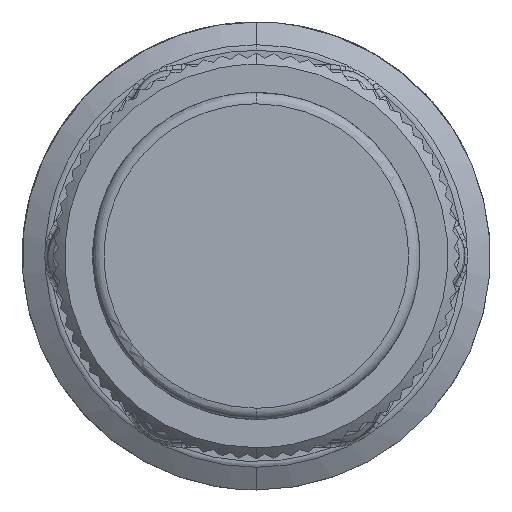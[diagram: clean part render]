
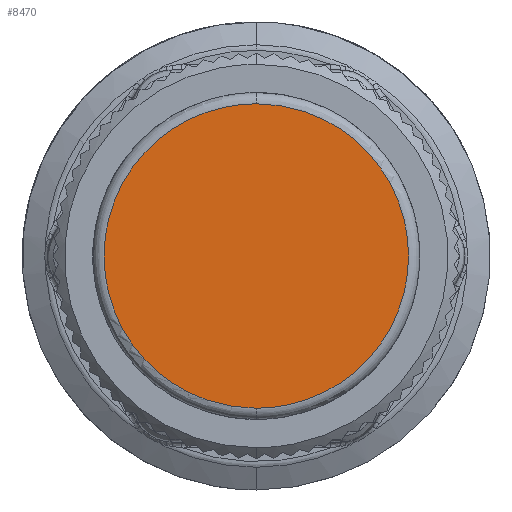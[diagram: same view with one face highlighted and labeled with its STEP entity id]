
A CAD part, front view. The second image highlights one B-rep face of the part: STEP entity #8470.
In plain terms, the highlighted planar face has unit normal (0, -1, 0).
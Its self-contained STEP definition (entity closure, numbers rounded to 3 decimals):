
#186 = CARTESIAN_POINT ( 'NONE',  ( -8.296, -114.483, -10.796 ) ) ;
#597 = CARTESIAN_POINT ( 'NONE',  ( 3.534, -114.483, -13.149 ) ) ;
#1226 = AXIS2_PLACEMENT_3D ( 'NONE', #22859, #28428, #16435 ) ;
#2100 = VERTEX_POINT ( 'NONE', #4935 ) ;
#2184 = CARTESIAN_POINT ( 'NONE',  ( 6.799, -114.483, 11.796 ) ) ;
#3005 = CARTESIAN_POINT ( 'NONE',  ( 13.149, -114.483, 3.534 ) ) ;
#3101 = CARTESIAN_POINT ( 'NONE',  ( 6.799, -114.483, -11.796 ) ) ;
#4935 = CARTESIAN_POINT ( 'NONE',  ( 0., -114.483, 13.5 ) ) ;
#5476 = CARTESIAN_POINT ( 'NONE',  ( 8.296, -114.483, -10.796 ) ) ;
#7485 = CARTESIAN_POINT ( 'NONE',  ( -13.149, -114.483, -3.534 ) ) ;
#8470 = ADVANCED_FACE ( 'NONE', ( #28214 ), #23185, .T. ) ;
#9706 = CARTESIAN_POINT ( 'NONE',  ( -11.796, -114.483, -6.799 ) ) ;
#9824 = CARTESIAN_POINT ( 'NONE',  ( 10.796, -114.483, 8.296 ) ) ;
#9906 = CARTESIAN_POINT ( 'NONE',  ( -3.534, -114.483, 13.149 ) ) ;
#10199 = EDGE_CURVE ( 'NONE', #27462, #2100, #21535, .T. ) ;
#11057 = CARTESIAN_POINT ( 'NONE',  ( 0., -114.483, -13.5 ) ) ;
#11573 = CARTESIAN_POINT ( 'NONE',  ( 0., -114.483, 13.5 ) ) ;
#12094 = CARTESIAN_POINT ( 'NONE',  ( -1.767, -114.483, 13.5 ) ) ;
#12300 = CARTESIAN_POINT ( 'NONE',  ( -6.799, -114.483, 11.796 ) ) ;
#12720 = CARTESIAN_POINT ( 'NONE',  ( 13.149, -114.483, -3.534 ) ) ;
#13843 = ORIENTED_EDGE ( 'NONE', *, *, #10199, .F. ) ;
#14288 = CARTESIAN_POINT ( 'NONE',  ( -3.534, -114.483, -13.149 ) ) ;
#14382 = CARTESIAN_POINT ( 'NONE',  ( -8.296, -114.483, 10.796 ) ) ;
#16019 = EDGE_LOOP ( 'NONE', ( #23876, #13843 ) ) ;
#16435 = DIRECTION ( 'NONE',  ( 0., 0., -1. ) ) ;
#16463 = B_SPLINE_CURVE_WITH_KNOTS ( 'NONE', 3,
 ( #11573, #30719, #16481, #2184, #24071, #9824, #26498, #3005, #22164, #29381, #12720, #17294, #17494, #5476, #3101, #597, #29279, #26889 ),
 .UNSPECIFIED., .F., .F.,
 ( 4, 2, 2, 2, 2, 2, 2, 2, 4 ),
 ( 0., 0.125, 0.25, 0.375, 0.5, 0.625, 0.75, 0.875, 1. ),
 .UNSPECIFIED. ) ;
#16481 = CARTESIAN_POINT ( 'NONE',  ( 3.534, -114.483, 13.149 ) ) ;
#16989 = CARTESIAN_POINT ( 'NONE',  ( -6.799, -114.483, -11.796 ) ) ;
#17294 = CARTESIAN_POINT ( 'NONE',  ( 11.796, -114.483, -6.799 ) ) ;
#17494 = CARTESIAN_POINT ( 'NONE',  ( 10.796, -114.483, -8.296 ) ) ;
#17688 = EDGE_CURVE ( 'NONE', #2100, #27462, #16463, .T. ) ;
#21535 = B_SPLINE_CURVE_WITH_KNOTS ( 'NONE', 3,
 ( #21658, #23960, #14288, #16989, #186, #26175, #9706, #7485, #23857, #24162, #26276, #28873, #26374, #14382, #12300, #9906, #12094, #28781 ),
 .UNSPECIFIED., .F., .F.,
 ( 4, 2, 2, 2, 2, 2, 2, 2, 4 ),
 ( 0., 0.125, 0.25, 0.375, 0.5, 0.625, 0.75, 0.875, 1. ),
 .UNSPECIFIED. ) ;
#21658 = CARTESIAN_POINT ( 'NONE',  ( 0., -114.483, -13.5 ) ) ;
#22164 = CARTESIAN_POINT ( 'NONE',  ( 13.5, -114.483, 1.767 ) ) ;
#22859 = CARTESIAN_POINT ( 'NONE',  ( -13.5, -114.483, 0. ) ) ;
#23185 = PLANE ( 'NONE',  #1226 ) ;
#23857 = CARTESIAN_POINT ( 'NONE',  ( -13.5, -114.483, -1.767 ) ) ;
#23876 = ORIENTED_EDGE ( 'NONE', *, *, #17688, .F. ) ;
#23960 = CARTESIAN_POINT ( 'NONE',  ( -1.767, -114.483, -13.5 ) ) ;
#24071 = CARTESIAN_POINT ( 'NONE',  ( 8.296, -114.483, 10.796 ) ) ;
#24162 = CARTESIAN_POINT ( 'NONE',  ( -13.5, -114.483, 1.767 ) ) ;
#26175 = CARTESIAN_POINT ( 'NONE',  ( -10.796, -114.483, -8.296 ) ) ;
#26276 = CARTESIAN_POINT ( 'NONE',  ( -13.149, -114.483, 3.534 ) ) ;
#26374 = CARTESIAN_POINT ( 'NONE',  ( -10.796, -114.483, 8.296 ) ) ;
#26498 = CARTESIAN_POINT ( 'NONE',  ( 11.796, -114.483, 6.799 ) ) ;
#26889 = CARTESIAN_POINT ( 'NONE',  ( 0., -114.483, -13.5 ) ) ;
#27462 = VERTEX_POINT ( 'NONE', #11057 ) ;
#28214 = FACE_OUTER_BOUND ( 'NONE', #16019, .T. ) ;
#28428 = DIRECTION ( 'NONE',  ( 0., -1., 0. ) ) ;
#28781 = CARTESIAN_POINT ( 'NONE',  ( 0., -114.483, 13.5 ) ) ;
#28873 = CARTESIAN_POINT ( 'NONE',  ( -11.796, -114.483, 6.799 ) ) ;
#29279 = CARTESIAN_POINT ( 'NONE',  ( 1.767, -114.483, -13.5 ) ) ;
#29381 = CARTESIAN_POINT ( 'NONE',  ( 13.5, -114.483, -1.767 ) ) ;
#30719 = CARTESIAN_POINT ( 'NONE',  ( 1.767, -114.483, 13.5 ) ) ;
